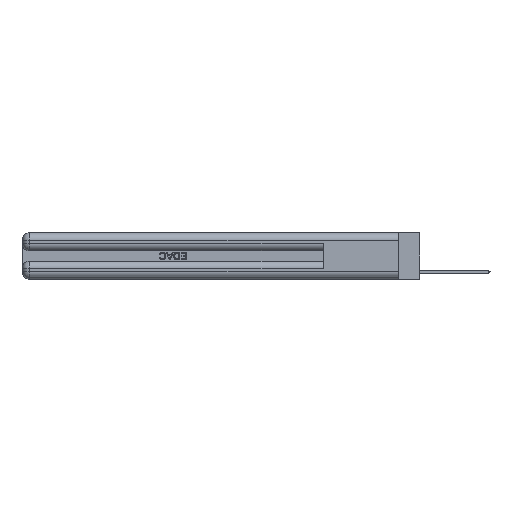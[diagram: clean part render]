
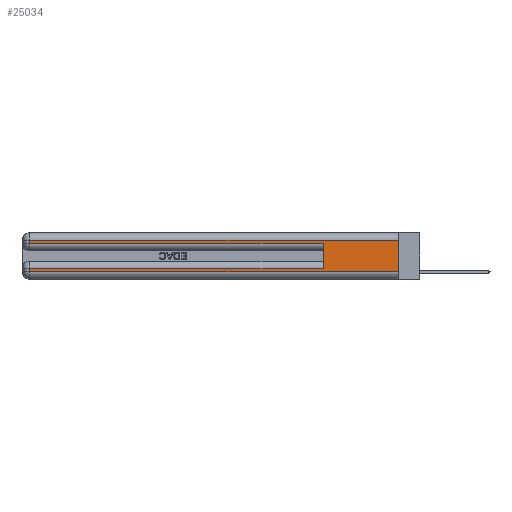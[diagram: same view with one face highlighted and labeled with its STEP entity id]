
A CAD part, left-side view. The second image highlights one B-rep face of the part: STEP entity #25034.
In plain terms, the highlighted planar face has unit normal (-1, 0, 0).
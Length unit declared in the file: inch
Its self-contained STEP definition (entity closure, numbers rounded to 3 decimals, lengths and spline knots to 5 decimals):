
#660 = DIRECTION ( 'NONE',  ( 0., -1., 0. ) ) ;
#1435 = VECTOR ( 'NONE', #21460, 39.37008 ) ;
#1630 = EDGE_CURVE ( 'NONE', #12979, #12693, #22682, .T. ) ;
#1683 = CARTESIAN_POINT ( 'NONE',  ( 0., 0., 0.31 ) ) ;
#1762 = DIRECTION ( 'NONE',  ( 1., 0., 0. ) ) ;
#1874 = VERTEX_POINT ( 'NONE', #25448 ) ;
#2705 = EDGE_CURVE ( 'NONE', #1874, #12979, #15662, .T. ) ;
#3502 = VECTOR ( 'NONE', #21369, 39.37008 ) ;
#4252 = DIRECTION ( 'NONE',  ( 0., 0., -1. ) ) ;
#4619 = CARTESIAN_POINT ( 'NONE',  ( 0., 2.94, 0.37 ) ) ;
#4742 = FACE_OUTER_BOUND ( 'NONE', #22086, .T. ) ;
#4761 = VECTOR ( 'NONE', #31814, 39.37008 ) ;
#5119 = EDGE_CURVE ( 'NONE', #8463, #13474, #27898, .T. ) ;
#5492 = VECTOR ( 'NONE', #16307, 39.37008 ) ;
#5666 = VECTOR ( 'NONE', #7008, 39.37008 ) ;
#5908 = LINE ( 'NONE', #19931, #27882 ) ;
#6418 = CARTESIAN_POINT ( 'NONE',  ( 0., 2.94, 0.06 ) ) ;
#6635 = CARTESIAN_POINT ( 'NONE',  ( 0., 0., 0.285 ) ) ;
#6639 = VERTEX_POINT ( 'NONE', #6798 ) ;
#6798 = CARTESIAN_POINT ( 'NONE',  ( 0., 2.94, 0.285 ) ) ;
#7008 = DIRECTION ( 'NONE',  ( 0., 0., -1. ) ) ;
#7990 = CARTESIAN_POINT ( 'NONE',  ( 0., 0.6, 0.285 ) ) ;
#8463 = VERTEX_POINT ( 'NONE', #22985 ) ;
#8562 = EDGE_CURVE ( 'NONE', #19450, #14683, #21966, .T. ) ;
#8685 = ORIENTED_EDGE ( 'NONE', *, *, #8562, .T. ) ;
#9477 = DIRECTION ( 'NONE',  ( 0., 0., -1. ) ) ;
#12693 = VERTEX_POINT ( 'NONE', #27526 ) ;
#12979 = VERTEX_POINT ( 'NONE', #6418 ) ;
#12989 = ORIENTED_EDGE ( 'NONE', *, *, #2705, .T. ) ;
#13474 = VERTEX_POINT ( 'NONE', #7990 ) ;
#13676 = CARTESIAN_POINT ( 'NONE',  ( 0., 0., 0.31 ) ) ;
#14224 = CARTESIAN_POINT ( 'NONE',  ( 0., 0., 0.085 ) ) ;
#14683 = VERTEX_POINT ( 'NONE', #18247 ) ;
#14725 = ORIENTED_EDGE ( 'NONE', *, *, #5119, .F. ) ;
#14750 = EDGE_CURVE ( 'NONE', #6639, #13474, #29802, .T. ) ;
#15113 = CARTESIAN_POINT ( 'NONE',  ( 0., 0., 0.06 ) ) ;
#15662 = LINE ( 'NONE', #4619, #5666 ) ;
#15737 = ORIENTED_EDGE ( 'NONE', *, *, #1630, .T. ) ;
#16140 = VECTOR ( 'NONE', #660, 39.37008 ) ;
#16307 = DIRECTION ( 'NONE',  ( 0., -1., 0. ) ) ;
#16505 = CARTESIAN_POINT ( 'NONE',  ( 0., 0., 0.37 ) ) ;
#16889 = LINE ( 'NONE', #29067, #19563 ) ;
#18247 = CARTESIAN_POINT ( 'NONE',  ( 0., 2.94, 0.31 ) ) ;
#19450 = VERTEX_POINT ( 'NONE', #13676 ) ;
#19563 = VECTOR ( 'NONE', #9477, 39.37008 ) ;
#19931 = CARTESIAN_POINT ( 'NONE',  ( 0., 0., 0.37 ) ) ;
#21369 = DIRECTION ( 'NONE',  ( 0., 1., 0. ) ) ;
#21460 = DIRECTION ( 'NONE',  ( 0., 1., 0. ) ) ;
#21966 = LINE ( 'NONE', #1683, #3502 ) ;
#22086 = EDGE_LOOP ( 'NONE', ( #26281, #8685, #25613, #24283, #14725, #29741, #12989, #15737 ) ) ;
#22504 = DIRECTION ( 'NONE',  ( 0., 0., -1. ) ) ;
#22682 = LINE ( 'NONE', #15113, #16140 ) ;
#22967 = LINE ( 'NONE', #14224, #1435 ) ;
#22985 = CARTESIAN_POINT ( 'NONE',  ( 0., 0.6, 0.085 ) ) ;
#23362 = EDGE_CURVE ( 'NONE', #8463, #1874, #22967, .T. ) ;
#24283 = ORIENTED_EDGE ( 'NONE', *, *, #14750, .T. ) ;
#25034 = ADVANCED_FACE ( 'NONE', ( #4742 ), #31265, .F. ) ;
#25216 = EDGE_CURVE ( 'NONE', #19450, #12693, #5908, .T. ) ;
#25448 = CARTESIAN_POINT ( 'NONE',  ( 0., 2.94, 0.085 ) ) ;
#25613 = ORIENTED_EDGE ( 'NONE', *, *, #29536, .T. ) ;
#26281 = ORIENTED_EDGE ( 'NONE', *, *, #25216, .F. ) ;
#27526 = CARTESIAN_POINT ( 'NONE',  ( 0., 0., 0.06 ) ) ;
#27882 = VECTOR ( 'NONE', #22504, 39.37008 ) ;
#27898 = LINE ( 'NONE', #29340, #4761 ) ;
#28685 = AXIS2_PLACEMENT_3D ( 'NONE', #16505, #1762, #4252 ) ;
#29067 = CARTESIAN_POINT ( 'NONE',  ( 0., 2.94, 0.37 ) ) ;
#29340 = CARTESIAN_POINT ( 'NONE',  ( 0., 0.6, 0.145 ) ) ;
#29536 = EDGE_CURVE ( 'NONE', #14683, #6639, #16889, .T. ) ;
#29741 = ORIENTED_EDGE ( 'NONE', *, *, #23362, .T. ) ;
#29802 = LINE ( 'NONE', #6635, #5492 ) ;
#31265 = PLANE ( 'NONE',  #28685 ) ;
#31814 = DIRECTION ( 'NONE',  ( 0., 0., 1. ) ) ;
